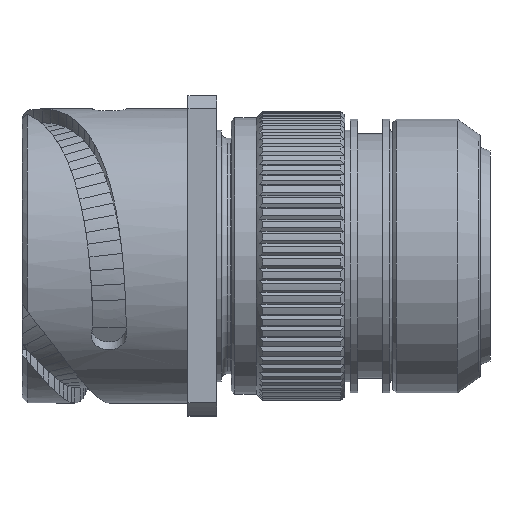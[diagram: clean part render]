
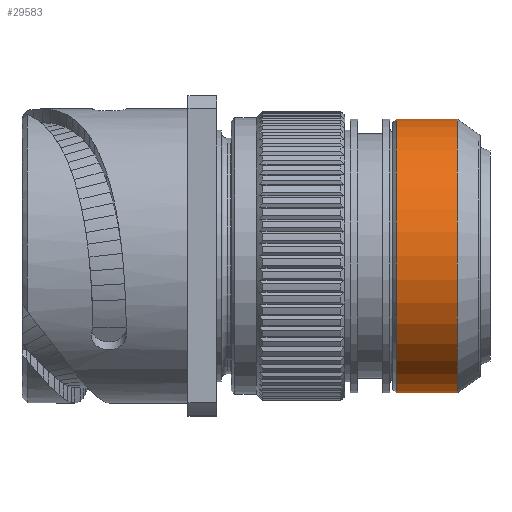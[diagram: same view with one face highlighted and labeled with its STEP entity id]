
A CAD part, top view. The second image highlights one B-rep face of the part: STEP entity #29583.
In plain terms, the highlighted cylindrical face has radius 19 mm (diameter 38 mm), a partial arc.
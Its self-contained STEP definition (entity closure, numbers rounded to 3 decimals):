
#7737=CARTESIAN_POINT('',(51.98,0.,0.));
#7738=DIRECTION('',(1.,0.,0.));
#7739=DIRECTION('',(0.,1.,0.));
#7740=AXIS2_PLACEMENT_3D('',#7737,#7738,#7739);
#7742=CARTESIAN_POINT('',(60.48,0.,0.));
#7743=DIRECTION('',(1.,0.,0.));
#7744=DIRECTION('',(0.,1.,0.));
#7745=AXIS2_PLACEMENT_3D('',#7742,#7743,#7744);
#7747=DIRECTION('',(-1.,0.,0.));
#7748=VECTOR('',#7747,8.5);
#7749=CARTESIAN_POINT('',(60.48,19.,0.));
#7750=LINE('2564',#7749,#7748);
#7751=DIRECTION('',(-1.,0.,0.));
#7752=VECTOR('',#7751,8.5);
#7753=CARTESIAN_POINT('',(60.48,-19.,0.));
#7754=LINE('2565',#7753,#7752);
#14802=CARTESIAN_POINT('',(60.48,19.,0.));
#14803=CARTESIAN_POINT('',(51.98,19.,0.));
#14804=VERTEX_POINT('',#14802);
#14805=VERTEX_POINT('',#14803);
#14806=CARTESIAN_POINT('',(60.48,-19.,0.));
#14807=CARTESIAN_POINT('',(51.98,-19.,0.));
#14808=VERTEX_POINT('',#14806);
#14809=VERTEX_POINT('',#14807);
#29569=CARTESIAN_POINT('',(50.87,0.,0.));
#29570=DIRECTION('',(1.,0.,0.));
#29571=DIRECTION('',(0.,-1.,0.));
#29572=AXIS2_PLACEMENT_3D('',#29569,#29570,#29571);
#29573=CYLINDRICAL_SURFACE('770',#29572,19.);
#29575=ORIENTED_EDGE('2564',*,*,#29574,.F.);
#29577=ORIENTED_EDGE('2567',*,*,#29576,.T.);
#29579=ORIENTED_EDGE('2565',*,*,#29578,.T.);
#29580=ORIENTED_EDGE('2579',*,*,#29555,.F.);
#29581=EDGE_LOOP('770',(#29575,#29577,#29579,#29580));
#29582=FACE_OUTER_BOUND('770',#29581,.F.);
#7741=CIRCLE('2579',#7740,19.);
#7746=CIRCLE('2567',#7745,19.);
#29555=EDGE_CURVE('2579',#14805,#14809,#7741,.T.);
#29574=EDGE_CURVE('2564',#14804,#14805,#7750,.T.);
#29576=EDGE_CURVE('2567',#14804,#14808,#7746,.T.);
#29578=EDGE_CURVE('2565',#14808,#14809,#7754,.T.);
#29583=ADVANCED_FACE('770',(#29582),#29573,.T.);
